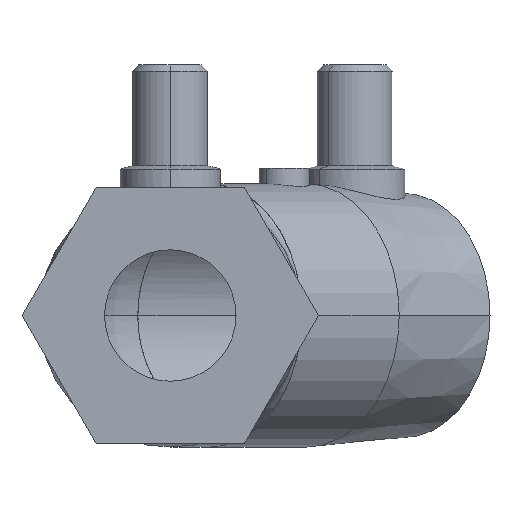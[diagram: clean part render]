
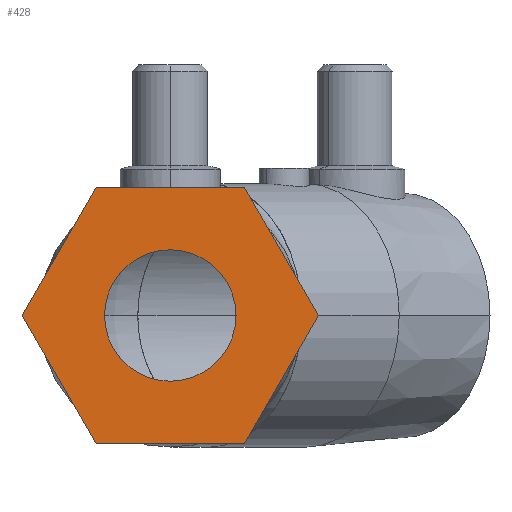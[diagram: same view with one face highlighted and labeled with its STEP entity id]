
A CAD part, left-side view. The second image highlights one B-rep face of the part: STEP entity #428.
In plain terms, the highlighted planar face has unit normal (-1, 0, 0).
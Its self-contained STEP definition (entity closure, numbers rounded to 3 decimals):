
#428 = ADVANCED_FACE( '', ( #1135, #1136 ), #1137, .T. );
#436 = VERTEX_POINT( '', #1145 );
#446 = VERTEX_POINT( '', #1156 );
#464 = VERTEX_POINT( '', #1178 );
#468 = VERTEX_POINT( '', #1183 );
#530 = EDGE_CURVE( '', #708, #464, #1253, .T. );
#534 = EDGE_CURVE( '', #468, #558, #1257, .T. );
#536 = EDGE_CURVE( '', #446, #590, #1259, .T. );
#556 = EDGE_CURVE( '', #590, #708, #1282, .T. );
#558 = VERTEX_POINT( '', #1284 );
#568 = VERTEX_POINT( '', #1295 );
#578 = EDGE_CURVE( '', #464, #568, #1307, .T. );
#590 = VERTEX_POINT( '', #1320 );
#678 = EDGE_CURVE( '', #558, #468, #1421, .T. );
#708 = VERTEX_POINT( '', #1453 );
#710 = EDGE_CURVE( '', #436, #446, #1455, .T. );
#776 = EDGE_CURVE( '', #568, #436, #1527, .T. );
#1135 = FACE_BOUND( '', #2021, .T. );
#1136 = FACE_OUTER_BOUND( '', #2022, .T. );
#1137 = PLANE( '', #2023 );
#1145 = CARTESIAN_POINT( '', ( -107.849, -5.685, 20.5 ) );
#1156 = CARTESIAN_POINT( '', ( -107.849, 17.986, 20.5 ) );
#1178 = CARTESIAN_POINT( '', ( -107.849, -5.685, -20.5 ) );
#1183 = CARTESIAN_POINT( '', ( -107.849, 16.651, 0. ) );
#1253 = LINE( '', #2241, #2242 );
#1257 = CIRCLE( '', #2249, 10.5 );
#1259 = LINE( '', #2252, #2253 );
#1282 = LINE( '', #2348, #2349 );
#1284 = CARTESIAN_POINT( '', ( -107.849, -4.349, 0. ) );
#1295 = CARTESIAN_POINT( '', ( -107.849, -17.521, 0. ) );
#1307 = LINE( '', #2379, #2380 );
#1320 = CARTESIAN_POINT( '', ( -107.849, 29.822, 0. ) );
#1421 = CIRCLE( '', #2576, 10.5 );
#1453 = CARTESIAN_POINT( '', ( -107.849, 17.986, -20.5 ) );
#1455 = LINE( '', #2653, #2654 );
#1527 = LINE( '', #2805, #2806 );
#2021 = EDGE_LOOP( '', ( #3399, #3400 ) );
#2022 = EDGE_LOOP( '', ( #3401, #3402, #3403, #3404, #3405, #3406 ) );
#2023 = AXIS2_PLACEMENT_3D( '', #3407, #3408, #3409 );
#2241 = CARTESIAN_POINT( '', ( -107.849, 7.315, -20.5 ) );
#2242 = VECTOR( '', #3566, 1. );
#2249 = AXIS2_PLACEMENT_3D( '', #3568, #3569, #3570 );
#2252 = CARTESIAN_POINT( '', ( -107.849, 28.634, 2.058 ) );
#2253 = VECTOR( '', #3571, 1. );
#2348 = CARTESIAN_POINT( '', ( -107.849, 22.716, -12.308 ) );
#2349 = VECTOR( '', #3598, 1. );
#2379 = CARTESIAN_POINT( '', ( -107.849, -12.791, -8.192 ) );
#2380 = VECTOR( '', #3633, 1. );
#2576 = AXIS2_PLACEMENT_3D( '', #3756, #3757, #3758 );
#2653 = CARTESIAN_POINT( '', ( -107.849, 19.151, 20.5 ) );
#2654 = VECTOR( '', #3793, 1. );
#2805 = CARTESIAN_POINT( '', ( -107.849, -6.873, 18.442 ) );
#2806 = VECTOR( '', #3869, 1. );
#3399 = ORIENTED_EDGE( '', *, *, #534, .T. );
#3400 = ORIENTED_EDGE( '', *, *, #678, .T. );
#3401 = ORIENTED_EDGE( '', *, *, #776, .T. );
#3402 = ORIENTED_EDGE( '', *, *, #710, .T. );
#3403 = ORIENTED_EDGE( '', *, *, #536, .T. );
#3404 = ORIENTED_EDGE( '', *, *, #556, .T. );
#3405 = ORIENTED_EDGE( '', *, *, #530, .T. );
#3406 = ORIENTED_EDGE( '', *, *, #578, .T. );
#3407 = CARTESIAN_POINT( '', ( -107.849, 20.315, 0. ) );
#3408 = DIRECTION( '', ( -1., 0., 0. ) );
#3409 = DIRECTION( '', ( 0., 1., 0. ) );
#3566 = DIRECTION( '', ( 0., -1., 0. ) );
#3568 = CARTESIAN_POINT( '', ( -107.849, 6.151, 0. ) );
#3569 = DIRECTION( '', ( 1., 0., 0. ) );
#3570 = DIRECTION( '', ( 0., 1., 0. ) );
#3571 = DIRECTION( '', ( 0., 0.5, -0.866 ) );
#3598 = DIRECTION( '', ( 0., -0.5, -0.866 ) );
#3633 = DIRECTION( '', ( 0., -0.5, 0.866 ) );
#3756 = CARTESIAN_POINT( '', ( -107.849, 6.151, 0. ) );
#3757 = DIRECTION( '', ( 1., 0., 0. ) );
#3758 = DIRECTION( '', ( 0., 1., 0. ) );
#3793 = DIRECTION( '', ( 0., 1., 0. ) );
#3869 = DIRECTION( '', ( 0., 0.5, 0.866 ) );
